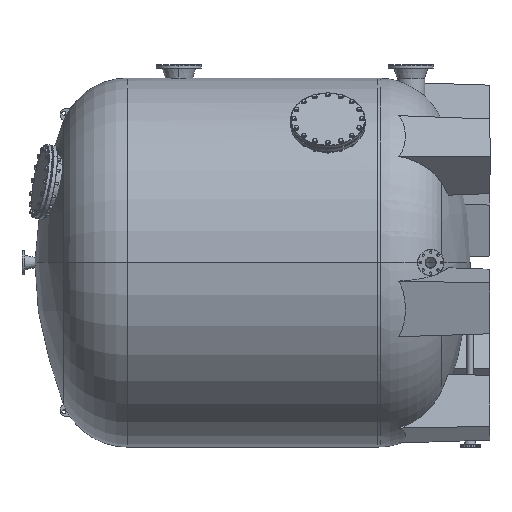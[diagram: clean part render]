
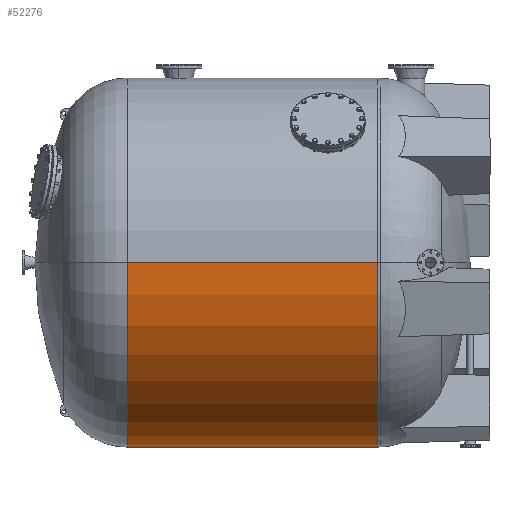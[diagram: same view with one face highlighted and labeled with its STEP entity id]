
A CAD part, left-side view. The second image highlights one B-rep face of the part: STEP entity #52276.
In plain terms, the highlighted cylindrical face has radius 1400 mm (diameter 2800 mm), a partial arc.
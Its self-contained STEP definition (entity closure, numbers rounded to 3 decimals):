
#2401 = EDGE_CURVE ( 'NONE', #39083, #57897, #40419, .T. ) ;
#4560 = CIRCLE ( 'NONE', #39491, 1400. ) ;
#4996 = CARTESIAN_POINT ( 'NONE',  ( 1303.778, -868.046, 29.066 ) ) ;
#6756 = EDGE_CURVE ( 'NONE', #9808, #25660, #53855, .T. ) ;
#6933 = FACE_OUTER_BOUND ( 'NONE', #24708, .T. ) ;
#8740 = AXIS2_PLACEMENT_3D ( 'NONE', #23039, #61902, #13058 ) ;
#8874 = ORIENTED_EDGE ( 'NONE', *, *, #6756, .F. ) ;
#9808 = VERTEX_POINT ( 'NONE', #4996 ) ;
#13058 = DIRECTION ( 'NONE',  ( -1., 0., 0. ) ) ;
#13783 = CIRCLE ( 'NONE', #21006, 1400. ) ;
#15403 = CARTESIAN_POINT ( 'NONE',  ( -1496.222, 1731.954, 29.066 ) ) ;
#16936 = VECTOR ( 'NONE', #49378, 1000. ) ;
#17730 = EDGE_CURVE ( 'NONE', #9808, #39083, #4560, .T. ) ;
#21006 = AXIS2_PLACEMENT_3D ( 'NONE', #61125, #41811, #55607 ) ;
#22416 = ORIENTED_EDGE ( 'NONE', *, *, #17730, .T. ) ;
#23039 = CARTESIAN_POINT ( 'NONE',  ( -96.222, 1731.954, 29.066 ) ) ;
#24708 = EDGE_LOOP ( 'NONE', ( #8874, #22416, #48889, #49200 ) ) ;
#25660 = VERTEX_POINT ( 'NONE', #35120 ) ;
#28430 = DIRECTION ( 'NONE',  ( 0., 1., 0. ) ) ;
#28891 = VECTOR ( 'NONE', #48073, 1000. ) ;
#35120 = CARTESIAN_POINT ( 'NONE',  ( 1303.778, 1031.954, 29.066 ) ) ;
#36833 = CYLINDRICAL_SURFACE ( 'NONE', #8740, 1400. ) ;
#37460 = CARTESIAN_POINT ( 'NONE',  ( -96.222, -868.046, 29.066 ) ) ;
#39083 = VERTEX_POINT ( 'NONE', #54986 ) ;
#39491 = AXIS2_PLACEMENT_3D ( 'NONE', #37460, #28430, #42251 ) ;
#40419 = LINE ( 'NONE', #15403, #16936 ) ;
#41602 = CARTESIAN_POINT ( 'NONE',  ( -1496.222, 1031.954, 29.066 ) ) ;
#41811 = DIRECTION ( 'NONE',  ( 0., 1., 0. ) ) ;
#42251 = DIRECTION ( 'NONE',  ( -1., 0., 0. ) ) ;
#48073 = DIRECTION ( 'NONE',  ( 0., 1., 0. ) ) ;
#48889 = ORIENTED_EDGE ( 'NONE', *, *, #2401, .T. ) ;
#49200 = ORIENTED_EDGE ( 'NONE', *, *, #51885, .F. ) ;
#49378 = DIRECTION ( 'NONE',  ( 0., 1., 0. ) ) ;
#51885 = EDGE_CURVE ( 'NONE', #25660, #57897, #13783, .T. ) ;
#52276 = ADVANCED_FACE ( 'NONE', ( #6933 ), #36833, .T. ) ;
#52902 = CARTESIAN_POINT ( 'NONE',  ( 1303.778, 1731.954, 29.066 ) ) ;
#53855 = LINE ( 'NONE', #52902, #28891 ) ;
#54986 = CARTESIAN_POINT ( 'NONE',  ( -1496.222, -868.046, 29.066 ) ) ;
#55607 = DIRECTION ( 'NONE',  ( -1., 0., 0. ) ) ;
#57897 = VERTEX_POINT ( 'NONE', #41602 ) ;
#61125 = CARTESIAN_POINT ( 'NONE',  ( -96.222, 1031.954, 29.066 ) ) ;
#61902 = DIRECTION ( 'NONE',  ( 0., 1., 0. ) ) ;
